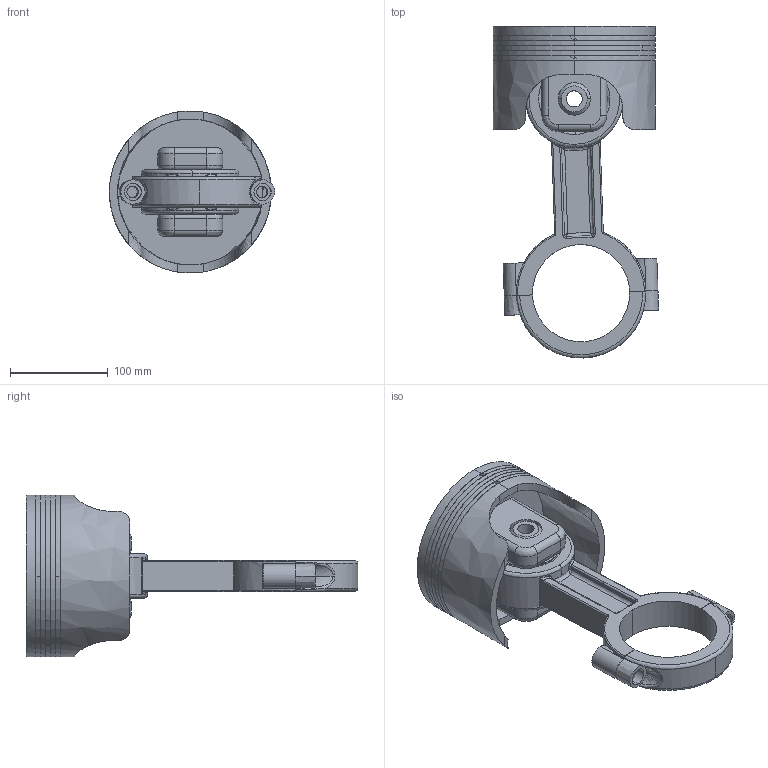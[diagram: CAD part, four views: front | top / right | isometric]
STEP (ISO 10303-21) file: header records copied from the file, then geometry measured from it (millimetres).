
FILE_DESCRIPTION(('FreeCAD Model'),'2;1');
FILE_NAME('Open CASCADE Shape Model','2025-05-04T11:43:04',('FreeCAD'),( 'FreeCAD'),'Open CASCADE STEP processor 7.6','FreeCAD','Unknown');
FILE_SCHEMA(('AUTOMOTIVE_DESIGN { 1 0 10303 214 1 1 1 1 }'));
Length unit declared in the file: millimetre
Products named in the file (1): Open CASCADE STEP translator 7.6 1
Bounding box: 168.72 x 338.67 x 165.31 mm (x, y, z)
Volume: 1609668.7 mm3; surface area: 300838.1 mm2
Topology: 8 solids, 8 shells, 275 faces, 656 edges, 396 vertices
Faces by surface type: bspline 275
Entity records: 9876 total; most frequent: CARTESIAN_POINT 6268, ORIENTED_EDGE 1288, EDGE_CURVE 644, VERTEX_POINT 396, FACE_BOUND 304, EDGE_LOOP 304, B_SPLINE_CURVE_WITH_KNOTS 298, ADVANCED_FACE 275
